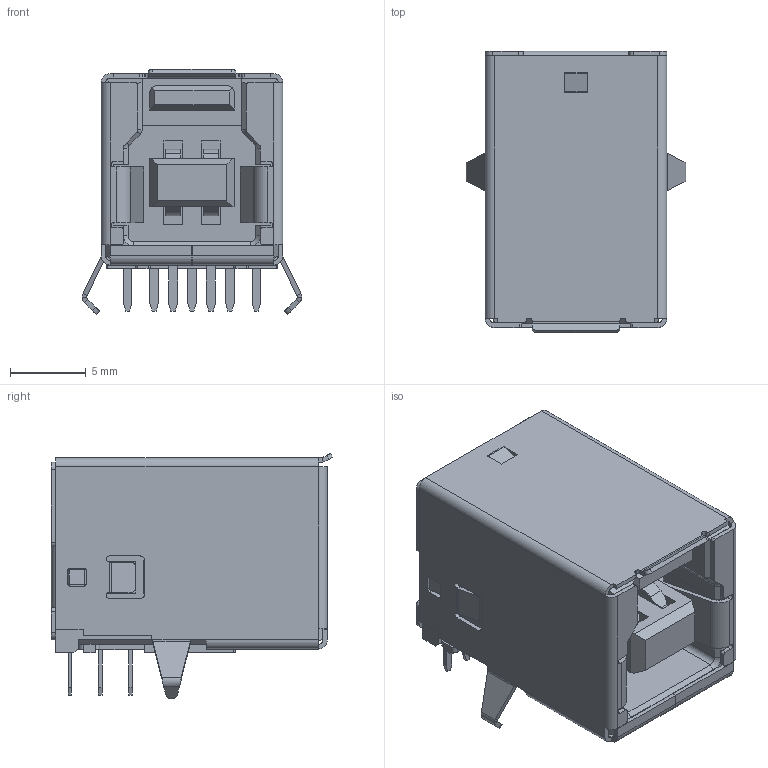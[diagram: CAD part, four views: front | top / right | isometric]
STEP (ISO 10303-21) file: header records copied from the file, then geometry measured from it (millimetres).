
FILE_DESCRIPTION((''),'2;1');
FILE_NAME('SAMTEC_USB3-B-S-F-TH.stp','2013-06-25T17:22:45',(''),(''),'Mechanical Desktop 2011','Mechanical Desktop 2011',', , ');
FILE_SCHEMA(('AUTOMOTIVE_DESIGN { 1 2 10303 214 1 1 1 1 }'));
Length unit declared in the file: millimetre
Products named in the file (1): Product
Bounding box: 14.5 x 18.6 x 16.22 mm (x, y, z)
Volume: 1529.2 mm3; surface area: 4620.5 mm2
Topology: 18 solids, 18 shells, 1065 faces, 2945 edges, 1898 vertices
Faces by surface type: plane 819, cylinder 197, bspline 43, cone 6
Entity records: 33729 total; most frequent: CARTESIAN_POINT 6233, ORIENTED_EDGE 5888, DIRECTION 5409, EDGE_CURVE 2944, VECTOR 2501, LINE 2501, VERTEX_POINT 1896, AXIS2_PLACEMENT_3D 1454
